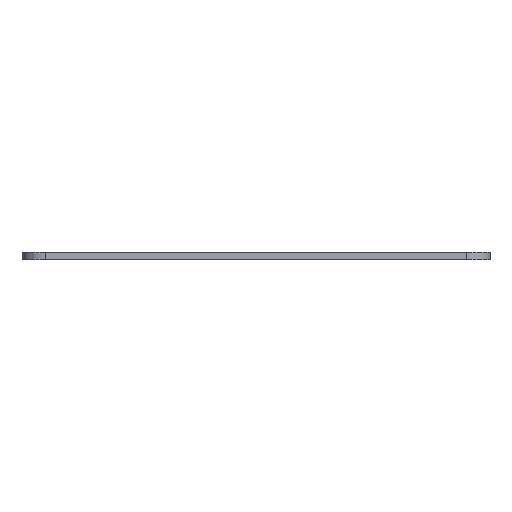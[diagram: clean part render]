
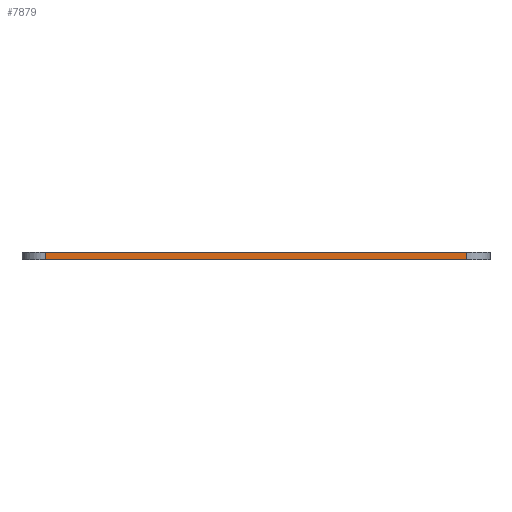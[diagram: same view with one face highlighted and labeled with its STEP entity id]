
A CAD part, left-side view. The second image highlights one B-rep face of the part: STEP entity #7879.
In plain terms, the highlighted planar face has unit normal (-1, 0, 0).
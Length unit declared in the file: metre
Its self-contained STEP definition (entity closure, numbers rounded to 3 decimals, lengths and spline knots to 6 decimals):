
#14=PLANE('',#8333);
#422=LINE('',#10942,#1491);
#423=LINE('',#10946,#1492);
#424=LINE('',#10948,#1493);
#425=LINE('',#10950,#1494);
#1491=VECTOR('',#8937,1.);
#1492=VECTOR('',#8942,1.);
#1493=VECTOR('',#8943,1.);
#1494=VECTOR('',#8944,1.);
#2622=ORIENTED_EDGE('',*,*,#4897,.F.);
#2623=ORIENTED_EDGE('',*,*,#4898,.F.);
#2624=ORIENTED_EDGE('',*,*,#4899,.T.);
#2625=ORIENTED_EDGE('',*,*,#4895,.T.);
#4895=EDGE_CURVE('',#6032,#6031,#422,.T.);
#4897=EDGE_CURVE('',#6033,#6031,#423,.T.);
#4898=EDGE_CURVE('',#6034,#6033,#424,.T.);
#4899=EDGE_CURVE('',#6034,#6032,#425,.T.);
#6031=VERTEX_POINT('',#10941);
#6032=VERTEX_POINT('',#10943);
#6033=VERTEX_POINT('',#10947);
#6034=VERTEX_POINT('',#10949);
#6778=EDGE_LOOP('',(#2622,#2623,#2624,#2625));
#7311=FACE_BOUND('',#6778,.T.);
#7879=ADVANCED_FACE('',(#7311),#14,.T.);
#8333=AXIS2_PLACEMENT_3D('',#10945,#8940,#8941);
#8937=DIRECTION('',(0.,0.,-1.));
#8940=DIRECTION('',(-1.,0.,0.));
#8941=DIRECTION('',(0.,-1.,0.));
#8942=DIRECTION('',(0.,1.,0.));
#8943=DIRECTION('',(0.,0.,-1.));
#8944=DIRECTION('',(0.,1.,0.));
#10941=CARTESIAN_POINT('',(-0.02,0.018,0.));
#10942=CARTESIAN_POINT('',(-0.02,0.018,0.0006));
#10943=CARTESIAN_POINT('',(-0.02,0.018,0.0006));
#10945=CARTESIAN_POINT('',(-0.02,0.,0.0006));
#10946=CARTESIAN_POINT('',(-0.02,0.,0.));
#10947=CARTESIAN_POINT('',(-0.02,-0.018,0.));
#10948=CARTESIAN_POINT('',(-0.02,-0.018,0.0006));
#10949=CARTESIAN_POINT('',(-0.02,-0.018,0.0006));
#10950=CARTESIAN_POINT('',(-0.02,0.,0.0006));
